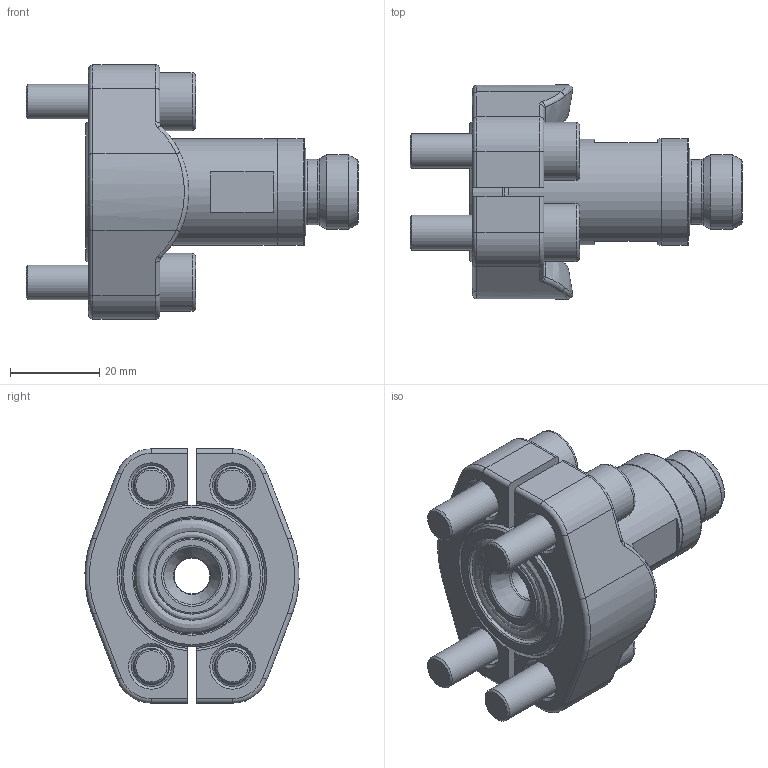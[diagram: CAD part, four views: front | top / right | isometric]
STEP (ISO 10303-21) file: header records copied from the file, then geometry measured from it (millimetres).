
FILE_DESCRIPTION(/* description */ (''),/* implementation_level */ '2;1');
FILE_NAME(/* name */ 'SGA13-6-12.stp',/* time_stamp */ '2025-01-29T09:37:03+01:00',/* author */ (''),/* organization */ (''),/* preprocessor_version */ 'ST-DEVELOPER v16',/* originating_system */ 'SIEMENS PLM Software NX 10.0',/* authorisation */ '');
FILE_SCHEMA (('CONFIG_CONTROL_DESIGN'));
Length unit declared in the file: millimetre
Products named in the file (7): X-AFH13-6_einzel; X-O17-1; X-O18; X-M8x30I; X-SGA61312; X-AFH13-6; SGA013-612
Assembly tree (10 placements, depth 3):
  SGA013-612
    X-SGA61312
    X-AFH13-6
      X-AFH13-6_einzel  x2
    X-M8x30I  x4
    X-O18
    X-O17-1
Bounding box: 74.4 x 47.97 x 57 mm (x, y, z)
Volume: 55559.7 mm3; surface area: 24664.8 mm2
Topology: 10 solids, 10 shells, 260 faces, 549 edges, 315 vertices
Faces by surface type: plane 92, cone 57, cylinder 48, torus 46, bspline 12, revolution 3, sphere 2
Full cylindrical faces by diameter (mm): 7.76 x4, 8 x1, 9 x4, 13 x4, 14.6 x1, 16.31 x1, 16.62 x1, 17.1 x1, 20 x1, 23.8 x1, 23.955 x1, 26 x1, 31.75 x1
Entity records: 4109 total; most frequent: CARTESIAN_POINT 790, DIRECTION 563, ORIENTED_EDGE 410, AXIS2_PLACEMENT_3D 250, EDGE_CURVE 205, EDGE_LOOP 179, VERTEX_POINT 146, ADVANCED_FACE 124
